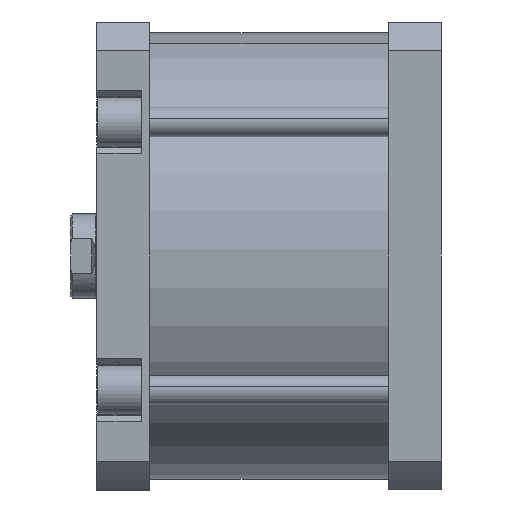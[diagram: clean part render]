
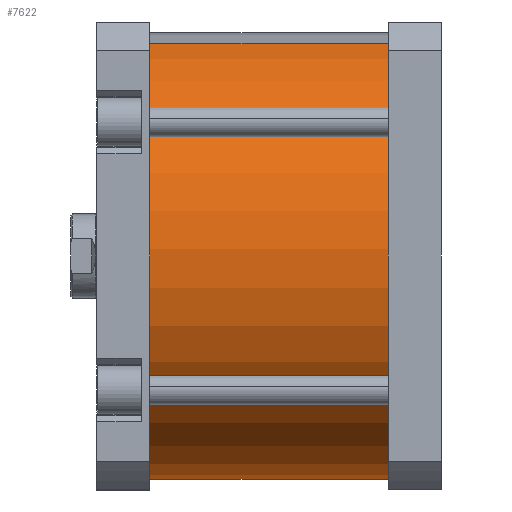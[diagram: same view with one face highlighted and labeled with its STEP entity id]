
A CAD part, front view. The second image highlights one B-rep face of the part: STEP entity #7622.
In plain terms, the highlighted cylindrical face has radius 105 mm (diameter 210 mm), a partial arc.
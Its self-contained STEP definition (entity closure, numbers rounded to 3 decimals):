
#304 = EDGE_CURVE ( 'NONE', #4499, #4501, #6936, .T. ) ;
#306 = EDGE_CURVE ( 'NONE', #4500, #4502, #6939, .T. ) ;
#307 = EDGE_CURVE ( 'NONE', #4500, #4499, #6941, .T. ) ;
#309 = EDGE_CURVE ( 'NONE', #4502, #4501, #6944, .T. ) ;
#669 = AXIS2_PLACEMENT_3D ( 'NONE', #5280, #5282, #5283 ) ;
#676 = AXIS2_PLACEMENT_3D ( 'NONE', #5281, #5288, #5289 ) ;
#1017 = AXIS2_PLACEMENT_3D ( 'NONE', #3377, #3376, #3375 ) ;
#1862 = FACE_OUTER_BOUND ( 'NONE', #3368, .T. ) ;
#1865 = CYLINDRICAL_SURFACE ( 'NONE', #1017, 105. ) ;
#2241 = CARTESIAN_POINT ( 'NONE',  ( 105., 0., 112. ) ) ;
#2243 = CARTESIAN_POINT ( 'NONE',  ( -105., 0., 112. ) ) ;
#2245 = CARTESIAN_POINT ( 'NONE',  ( 105., 0., 0. ) ) ;
#2247 = CARTESIAN_POINT ( 'NONE',  ( -105., 0., 0. ) ) ;
#3368 = EDGE_LOOP ( 'NONE', ( #4219, #4231, #4246, #4220 ) ) ;
#3375 = DIRECTION ( 'NONE',  ( -1., 0., 0. ) ) ;
#3376 = DIRECTION ( 'NONE',  ( 0., 0., -1. ) ) ;
#3377 = CARTESIAN_POINT ( 'NONE',  ( 0., 0., 112. ) ) ;
#4219 = ORIENTED_EDGE ( 'NONE', *, *, #304, .F. ) ;
#4220 = ORIENTED_EDGE ( 'NONE', *, *, #309, .T. ) ;
#4231 = ORIENTED_EDGE ( 'NONE', *, *, #307, .F. ) ;
#4246 = ORIENTED_EDGE ( 'NONE', *, *, #306, .T. ) ;
#4499 = VERTEX_POINT ( 'NONE', #2241 ) ;
#4500 = VERTEX_POINT ( 'NONE', #2243 ) ;
#4501 = VERTEX_POINT ( 'NONE', #2245 ) ;
#4502 = VERTEX_POINT ( 'NONE', #2247 ) ;
#5266 = CARTESIAN_POINT ( 'NONE',  ( 105., 0., 112. ) ) ;
#5271 = CARTESIAN_POINT ( 'NONE',  ( -105., 0., 112. ) ) ;
#5275 = DIRECTION ( 'NONE',  ( 0., 0., -1. ) ) ;
#5279 = DIRECTION ( 'NONE',  ( 0., 0., -1. ) ) ;
#5280 = CARTESIAN_POINT ( 'NONE',  ( 0., 0., 112. ) ) ;
#5281 = CARTESIAN_POINT ( 'NONE',  ( 0., 0., 0. ) ) ;
#5282 = DIRECTION ( 'NONE',  ( 0., 0., 1. ) ) ;
#5283 = DIRECTION ( 'NONE',  ( 1., 0., 0. ) ) ;
#5288 = DIRECTION ( 'NONE',  ( 0., 0., 1. ) ) ;
#5289 = DIRECTION ( 'NONE',  ( 1., 0., 0. ) ) ;
#6932 = VECTOR ( 'NONE', #5275, 1000. ) ;
#6935 = VECTOR ( 'NONE', #5279, 1000. ) ;
#6936 = LINE ( 'NONE', #5266, #6932 ) ;
#6939 = LINE ( 'NONE', #5271, #6935 ) ;
#6941 = CIRCLE ( 'NONE', #669, 105. ) ;
#6944 = CIRCLE ( 'NONE', #676, 105. ) ;
#7622 = ADVANCED_FACE ( 'NONE', ( #1862 ), #1865, .T. ) ;
